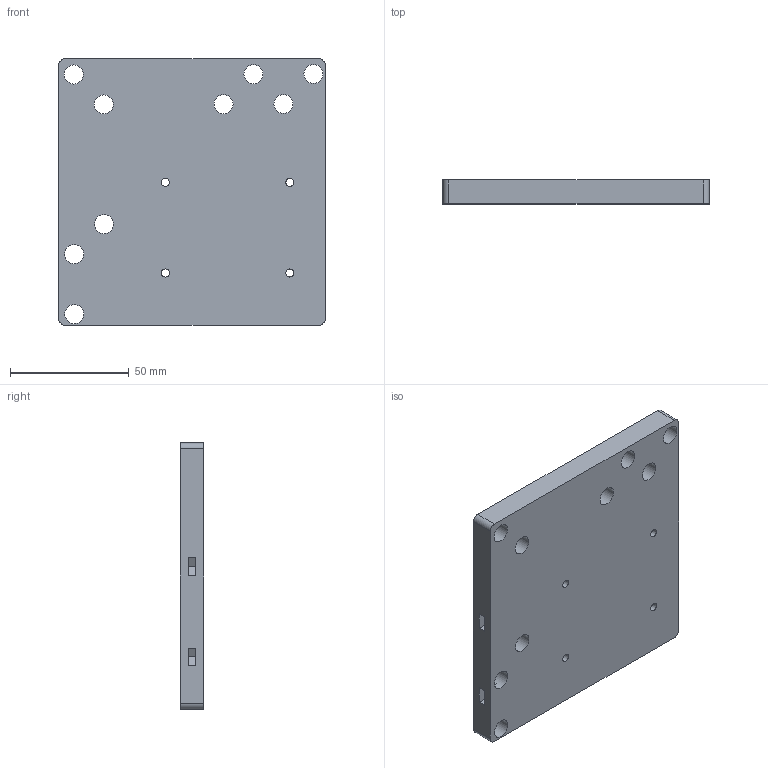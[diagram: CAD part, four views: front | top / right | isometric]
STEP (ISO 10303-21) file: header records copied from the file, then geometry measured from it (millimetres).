
FILE_DESCRIPTION(/* description */ (''),/* implementation_level */ '2;1');
FILE_NAME(/* name */ 'Plate #2_.step',/* time_stamp */ '2024-06-17T18:13:45-04:00',/* author */ (''),/* organization */ (''),/* preprocessor_version */ 'ST-DEVELOPER v20',/* originating_system */ 'Autodesk Translation Framework v12.20.1.177',/* authorisation */ '');
FILE_SCHEMA (('AUTOMOTIVE_DESIGN { 1 0 10303 214 3 1 1 }'));
Length unit declared in the file: millimetre
Products named in the file (2): #1977; Clamp Adaption
Assembly tree (1 placements, depth 2):
  #1977
    Clamp Adaption
Bounding box: 112 x 10 x 112 mm (x, y, z)
Volume: 117674.1 mm3; surface area: 33762.5 mm2
Topology: 1 solids, 1 shells, 59 faces, 159 edges, 106 vertices
Faces by surface type: plane 38, cylinder 21
Full cylindrical faces by diameter (mm): 3.4 x8, 8 x9
Entity records: 1983 total; most frequent: CARTESIAN_POINT 327, DIRECTION 325, ORIENTED_EDGE 318, EDGE_CURVE 159, LINE 117, VECTOR 117, VERTEX_POINT 106, AXIS2_PLACEMENT_3D 104
